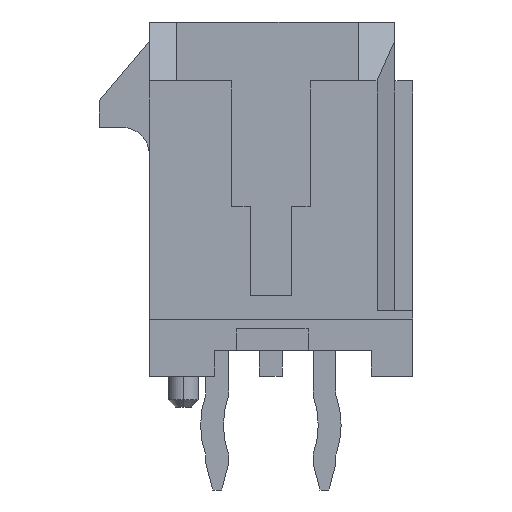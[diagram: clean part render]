
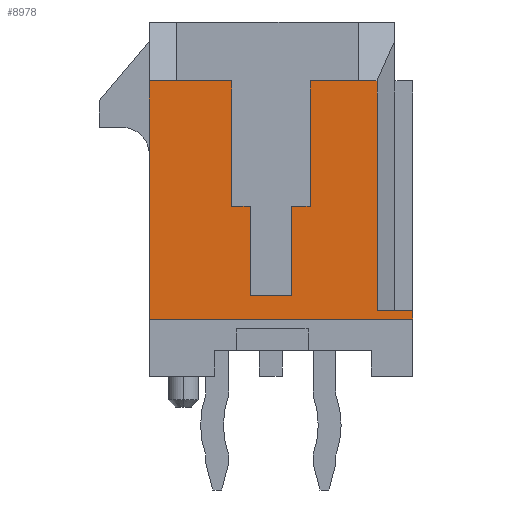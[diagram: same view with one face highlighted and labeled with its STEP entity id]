
A CAD part, left-side view. The second image highlights one B-rep face of the part: STEP entity #8978.
In plain terms, the highlighted planar face has unit normal (-1, 0, 0).
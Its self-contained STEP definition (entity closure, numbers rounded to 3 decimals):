
#1=DIRECTION('',(0.,0.,-1.));
#2=VECTOR('',#1,3.5);
#3=CARTESIAN_POINT('',(-13.825,-1.1,3.3));
#4=LINE('',#3,#2);
#5=DIRECTION('',(0.,1.,0.));
#6=VECTOR('',#5,1.35);
#7=CARTESIAN_POINT('',(-13.825,-2.45,3.3));
#8=LINE('',#7,#6);
#9=DIRECTION('',(0.,-1.,0.));
#10=VECTOR('',#9,0.52);
#11=CARTESIAN_POINT('',(-13.825,-2.45,3.3));
#12=LINE('',#11,#10);
#13=DIRECTION('',(0.,0.,-1.));
#14=VECTOR('',#13,6.41);
#15=CARTESIAN_POINT('',(-13.825,-2.97,3.3));
#16=LINE('',#15,#14);
#17=DIRECTION('',(0.,0.,-1.));
#18=VECTOR('',#17,0.25);
#19=CARTESIAN_POINT('',(-13.825,-3.97,-3.11));
#20=LINE('',#19,#18);
#21=DIRECTION('',(0.,1.,0.));
#22=VECTOR('',#21,7.37);
#23=CARTESIAN_POINT('',(-13.825,-3.97,-3.36));
#24=LINE('',#23,#22);
#25=DIRECTION('',(0.,0.,1.));
#26=VECTOR('',#25,6.66);
#27=CARTESIAN_POINT('',(-13.825,3.4,-3.36));
#28=LINE('',#27,#26);
#29=DIRECTION('',(0.,-1.,0.));
#30=VECTOR('',#29,0.76);
#31=CARTESIAN_POINT('',(-13.825,3.4,3.3));
#32=LINE('',#31,#30);
#33=DIRECTION('',(0.,1.,0.));
#34=VECTOR('',#33,1.54);
#35=CARTESIAN_POINT('',(-13.825,1.1,3.3));
#36=LINE('',#35,#34);
#37=DIRECTION('',(0.,0.,-1.));
#38=VECTOR('',#37,3.5);
#39=CARTESIAN_POINT('',(-13.825,1.1,3.3));
#40=LINE('',#39,#38);
#41=DIRECTION('',(0.,1.,0.));
#42=VECTOR('',#41,0.525);
#43=CARTESIAN_POINT('',(-13.825,0.575,-0.2));
#44=LINE('',#43,#42);
#45=DIRECTION('',(0.,0.,1.));
#46=VECTOR('',#45,2.5);
#47=CARTESIAN_POINT('',(-13.825,0.575,-2.7));
#48=LINE('',#47,#46);
#49=DIRECTION('',(0.,1.,0.));
#50=VECTOR('',#49,1.15);
#51=CARTESIAN_POINT('',(-13.825,-0.575,-2.7));
#52=LINE('',#51,#50);
#53=DIRECTION('',(0.,0.,-1.));
#54=VECTOR('',#53,2.5);
#55=CARTESIAN_POINT('',(-13.825,-0.575,-0.2));
#56=LINE('',#55,#54);
#57=DIRECTION('',(0.,1.,0.));
#58=VECTOR('',#57,0.525);
#59=CARTESIAN_POINT('',(-13.825,-1.1,-0.2));
#60=LINE('',#59,#58);
#3139=DIRECTION('',(0.,1.,0.));
#3140=VECTOR('',#3139,1.);
#3141=CARTESIAN_POINT('',(-13.825,-3.97,-3.11));
#3142=LINE('',#3141,#3140);
#6780=CARTESIAN_POINT('',(-13.825,3.4,3.3));
#6782=VERTEX_POINT('',#6780);
#6829=CARTESIAN_POINT('',(-13.825,-3.97,-3.11));
#6830=CARTESIAN_POINT('',(-13.825,-2.97,-3.11));
#6831=VERTEX_POINT('',#6829);
#6832=VERTEX_POINT('',#6830);
#6837=CARTESIAN_POINT('',(-13.825,2.64,3.3));
#6838=VERTEX_POINT('',#6837);
#6839=CARTESIAN_POINT('',(-13.825,-2.45,3.3));
#6840=VERTEX_POINT('',#6839);
#7081=CARTESIAN_POINT('',(-13.825,-1.1,3.3));
#7082=CARTESIAN_POINT('',(-13.825,-1.1,-0.2));
#7083=VERTEX_POINT('',#7081);
#7084=VERTEX_POINT('',#7082);
#7085=CARTESIAN_POINT('',(-13.825,-0.575,-0.2));
#7086=VERTEX_POINT('',#7085);
#7087=CARTESIAN_POINT('',(-13.825,-0.575,-2.7));
#7088=VERTEX_POINT('',#7087);
#7089=CARTESIAN_POINT('',(-13.825,0.575,-2.7));
#7090=VERTEX_POINT('',#7089);
#7091=CARTESIAN_POINT('',(-13.825,0.575,-0.2));
#7092=VERTEX_POINT('',#7091);
#7093=CARTESIAN_POINT('',(-13.825,1.1,-0.2));
#7094=VERTEX_POINT('',#7093);
#7095=CARTESIAN_POINT('',(-13.825,1.1,3.3));
#7096=VERTEX_POINT('',#7095);
#8349=CARTESIAN_POINT('',(-13.825,-3.97,-3.36));
#8350=CARTESIAN_POINT('',(-13.825,3.4,-3.36));
#8351=VERTEX_POINT('',#8349);
#8352=VERTEX_POINT('',#8350);
#8381=CARTESIAN_POINT('',(-13.825,-2.97,3.3));
#8382=VERTEX_POINT('',#8381);
#8939=CARTESIAN_POINT('',(-13.825,0.,0.));
#8940=DIRECTION('',(1.,0.,0.));
#8941=DIRECTION('',(0.,0.,-1.));
#8942=AXIS2_PLACEMENT_3D('',#8939,#8940,#8941);
#8943=PLANE('',#8942);
#8945=ORIENTED_EDGE('',*,*,#8944,.F.);
#8947=ORIENTED_EDGE('',*,*,#8946,.F.);
#8949=ORIENTED_EDGE('',*,*,#8948,.T.);
#8951=ORIENTED_EDGE('',*,*,#8950,.T.);
#8953=ORIENTED_EDGE('',*,*,#8952,.F.);
#8955=ORIENTED_EDGE('',*,*,#8954,.T.);
#8957=ORIENTED_EDGE('',*,*,#8956,.T.);
#8959=ORIENTED_EDGE('',*,*,#8958,.T.);
#8961=ORIENTED_EDGE('',*,*,#8960,.T.);
#8963=ORIENTED_EDGE('',*,*,#8962,.F.);
#8965=ORIENTED_EDGE('',*,*,#8964,.T.);
#8967=ORIENTED_EDGE('',*,*,#8966,.F.);
#8969=ORIENTED_EDGE('',*,*,#8968,.F.);
#8971=ORIENTED_EDGE('',*,*,#8970,.F.);
#8973=ORIENTED_EDGE('',*,*,#8972,.F.);
#8975=ORIENTED_EDGE('',*,*,#8974,.F.);
#8976=EDGE_LOOP('',(#8945,#8947,#8949,#8951,#8953,#8955,#8957,#8959,#8961,#8963,
#8965,#8967,#8969,#8971,#8973,#8975));
#8977=FACE_OUTER_BOUND('',#8976,.F.);
#8978=ADVANCED_FACE('',(#8977),#8943,.F.);
#8944=EDGE_CURVE('',#7083,#7084,#4,.T.);
#8946=EDGE_CURVE('',#6840,#7083,#8,.T.);
#8948=EDGE_CURVE('',#6840,#8382,#12,.T.);
#8950=EDGE_CURVE('',#8382,#6832,#16,.T.);
#8952=EDGE_CURVE('',#6831,#6832,#3142,.T.);
#8954=EDGE_CURVE('',#6831,#8351,#20,.T.);
#8956=EDGE_CURVE('',#8351,#8352,#24,.T.);
#8958=EDGE_CURVE('',#8352,#6782,#28,.T.);
#8960=EDGE_CURVE('',#6782,#6838,#32,.T.);
#8962=EDGE_CURVE('',#7096,#6838,#36,.T.);
#8964=EDGE_CURVE('',#7096,#7094,#40,.T.);
#8966=EDGE_CURVE('',#7092,#7094,#44,.T.);
#8968=EDGE_CURVE('',#7090,#7092,#48,.T.);
#8970=EDGE_CURVE('',#7088,#7090,#52,.T.);
#8972=EDGE_CURVE('',#7086,#7088,#56,.T.);
#8974=EDGE_CURVE('',#7084,#7086,#60,.T.);
